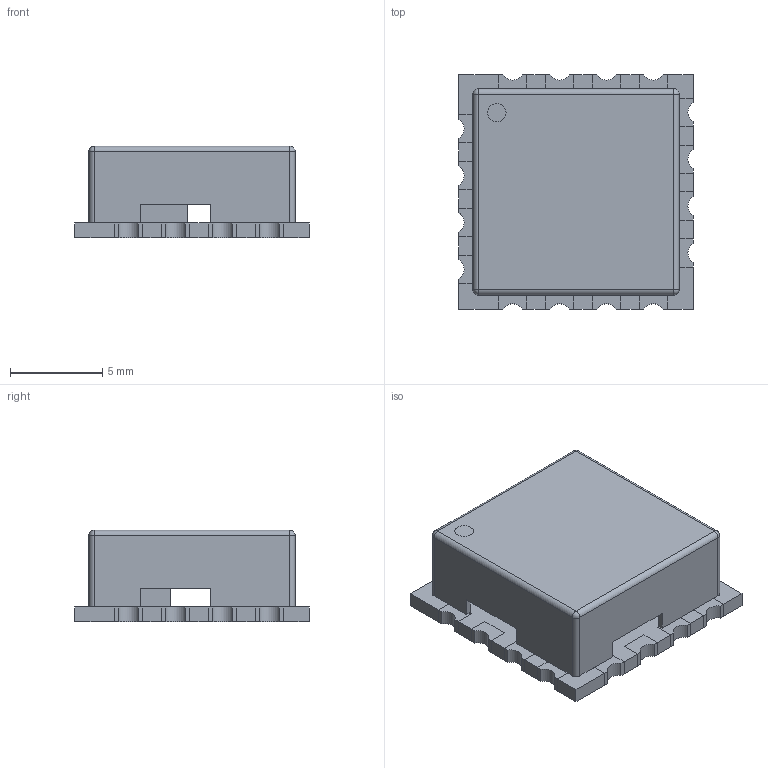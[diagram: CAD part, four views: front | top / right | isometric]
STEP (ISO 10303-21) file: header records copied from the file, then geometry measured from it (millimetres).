
FILE_DESCRIPTION(/* description */ (''),/* implementation_level */ '2;1');
FILE_NAME(/* name */ 'MINI-CIRCUITS_DV874.stp',/* time_stamp */ '2017-05-29T08:32:21+02:00',/* author */ ('jchouvet'),/* organization */ (''),/* preprocessor_version */ 'ST-DEVELOPER v16.1',/* originating_system */ 'AutoCAD Mechanical',/* authorisation */ '');
FILE_SCHEMA (('AUTOMOTIVE_DESIGN { 1 0 10303 214 3 1 1 }'));
Length unit declared in the file: millimetre
Products named in the file (1): Product
Bounding box: 12.7 x 12.7 x 4.95 mm (x, y, z)
Volume: 208.1 mm3; surface area: 1013.7 mm2
Topology: 19 solids, 19 shells, 241 faces, 597 edges, 394 vertices
Faces by surface type: plane 211, cylinder 26, sphere 4
Full cylindrical faces by diameter (mm): 1 x2
Entity records: 7022 total; most frequent: CARTESIAN_POINT 1226, ORIENTED_EDGE 1184, DIRECTION 1128, EDGE_CURVE 592, LINE 540, VECTOR 540, VERTEX_POINT 392, AXIS2_PLACEMENT_3D 294
